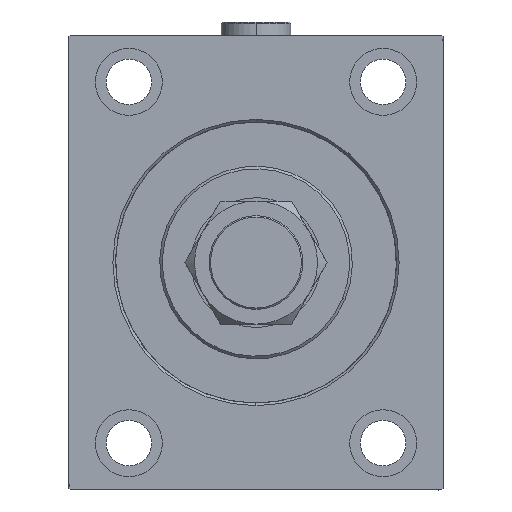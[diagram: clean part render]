
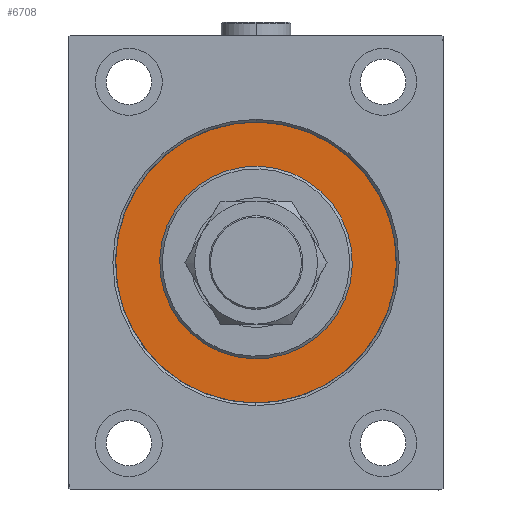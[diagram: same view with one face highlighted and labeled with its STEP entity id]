
A CAD part, left-side view. The second image highlights one B-rep face of the part: STEP entity #6708.
In plain terms, the highlighted face is planar.
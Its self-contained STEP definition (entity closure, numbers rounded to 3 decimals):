
#791 = ORIENTED_EDGE ( 'NONE', *, *, #2436, .F. ) ;
#1673 = VERTEX_POINT ( 'NONE', #30694 ) ;
#2436 = EDGE_CURVE ( 'NONE', #1673, #21103, #38180, .T. ) ;
#3160 = CARTESIAN_POINT ( 'NONE',  ( 0., 0., 0. ) ) ;
#3369 = ORIENTED_EDGE ( 'NONE', *, *, #7654, .F. ) ;
#4033 = EDGE_LOOP ( 'NONE', ( #3369, #45087 ) ) ;
#4931 = FACE_BOUND ( 'NONE', #40114, .T. ) ;
#5506 = AXIS2_PLACEMENT_3D ( 'NONE', #3160, #10301, #21486 ) ;
#6708 = ADVANCED_FACE ( 'NONE', ( #4931, #23725 ), #31099, .F. ) ;
#7654 = EDGE_CURVE ( 'NONE', #45813, #34797, #12540, .T. ) ;
#7954 = AXIS2_PLACEMENT_3D ( 'NONE', #38230, #30395, #16107 ) ;
#8177 = CIRCLE ( 'NONE', #12738, 52.5 ) ;
#10301 = DIRECTION ( 'NONE',  ( 1., 0., 0. ) ) ;
#11357 = EDGE_CURVE ( 'NONE', #21103, #1673, #32417, .T. ) ;
#11699 = CARTESIAN_POINT ( 'NONE',  ( 0., 0., 52.5 ) ) ;
#11991 = CARTESIAN_POINT ( 'NONE',  ( 0., 0., -52.5 ) ) ;
#12540 = CIRCLE ( 'NONE', #24698, 52.5 ) ;
#12738 = AXIS2_PLACEMENT_3D ( 'NONE', #20492, #12885, #23370 ) ;
#12885 = DIRECTION ( 'NONE',  ( -1., 0., 0. ) ) ;
#14174 = CARTESIAN_POINT ( 'NONE',  ( 0., 0., 36. ) ) ;
#15644 = DIRECTION ( 'NONE',  ( 0., 0., -1. ) ) ;
#16107 = DIRECTION ( 'NONE',  ( 0., 0., 1. ) ) ;
#16595 = DIRECTION ( 'NONE',  ( -1., 0., 0. ) ) ;
#20492 = CARTESIAN_POINT ( 'NONE',  ( 0., 0., 0. ) ) ;
#21103 = VERTEX_POINT ( 'NONE', #14174 ) ;
#21486 = DIRECTION ( 'NONE',  ( 0., 0., -1. ) ) ;
#23028 = DIRECTION ( 'NONE',  ( 0., 0., 1. ) ) ;
#23370 = DIRECTION ( 'NONE',  ( 0., 0., 1. ) ) ;
#23507 = CARTESIAN_POINT ( 'NONE',  ( 0., 0., 0. ) ) ;
#23725 = FACE_OUTER_BOUND ( 'NONE', #4033, .T. ) ;
#24698 = AXIS2_PLACEMENT_3D ( 'NONE', #23507, #16595, #23028 ) ;
#26130 = DIRECTION ( 'NONE',  ( 1., 0., 0. ) ) ;
#26592 = CARTESIAN_POINT ( 'NONE',  ( 0., 0., 0. ) ) ;
#30395 = DIRECTION ( 'NONE',  ( -1., 0., 0. ) ) ;
#30694 = CARTESIAN_POINT ( 'NONE',  ( 0., 0., -36. ) ) ;
#31099 = PLANE ( 'NONE',  #7954 ) ;
#31620 = AXIS2_PLACEMENT_3D ( 'NONE', #26592, #26130, #15644 ) ;
#32417 = CIRCLE ( 'NONE', #31620, 36. ) ;
#32593 = ORIENTED_EDGE ( 'NONE', *, *, #11357, .F. ) ;
#34797 = VERTEX_POINT ( 'NONE', #11699 ) ;
#38180 = CIRCLE ( 'NONE', #5506, 36. ) ;
#38230 = CARTESIAN_POINT ( 'NONE',  ( 0., 0., 0. ) ) ;
#40114 = EDGE_LOOP ( 'NONE', ( #32593, #791 ) ) ;
#42216 = EDGE_CURVE ( 'NONE', #34797, #45813, #8177, .T. ) ;
#45087 = ORIENTED_EDGE ( 'NONE', *, *, #42216, .F. ) ;
#45813 = VERTEX_POINT ( 'NONE', #11991 ) ;
